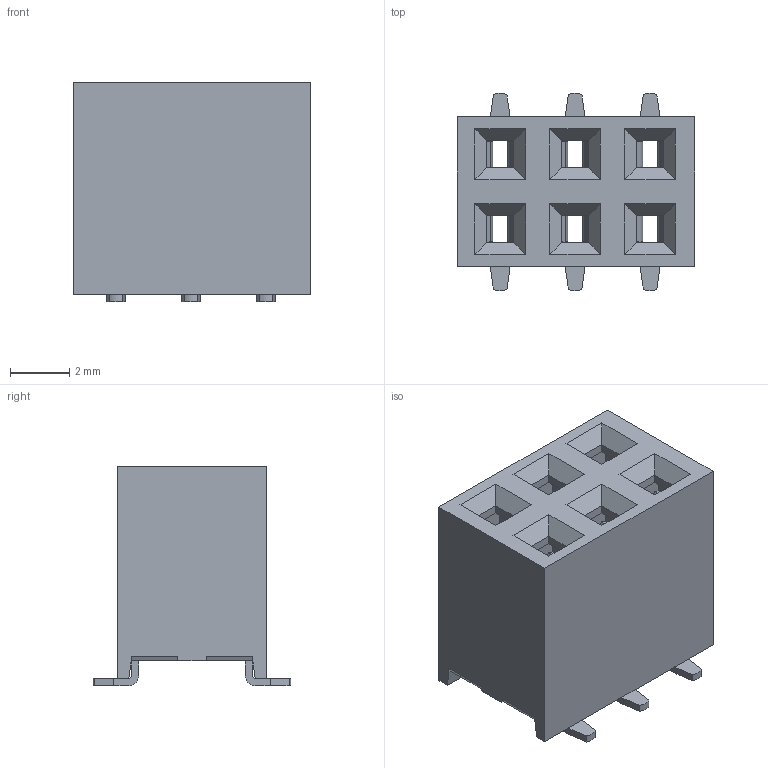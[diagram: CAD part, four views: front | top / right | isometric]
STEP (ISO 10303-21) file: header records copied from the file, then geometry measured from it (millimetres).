
FILE_DESCRIPTION(('HOOPS Exchange Step'),'2;1');
FILE_NAME('61030621821.stp','2023-09-15T06:51:54-07:00',('RBI'),('None'),'HOOPS Exchange 2022.2','SOLIDWORKS MBD','None');
FILE_SCHEMA( ('AP242_MANAGED_MODEL_BASED_3D_ENGINEERING_MIM_LF {1 0 10303 442 1 1 4 }') );
Length unit declared in the file: millimetre
Products named in the file (1): Default
Bounding box: 8.06 x 6.7 x 7.45 mm (x, y, z)
Volume: 192.6 mm3; surface area: 813 mm2
Topology: 7 solids, 7 shells, 574 faces, 1570 edges, 1010 vertices
Faces by surface type: plane 304, cylinder 258, bspline 12
Entity records: 18268 total; most frequent: CARTESIAN_POINT 3363, DIRECTION 3146, ORIENTED_EDGE 3140, EDGE_CURVE 1570, AXIS2_PLACEMENT_3D 1058, VECTOR 1030, LINE 1030, VERTEX_POINT 1010
